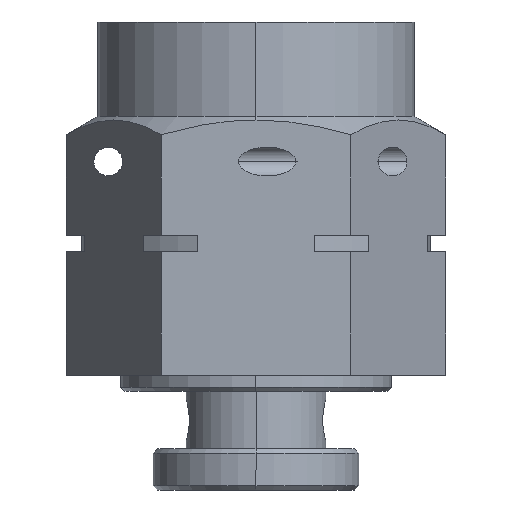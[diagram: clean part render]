
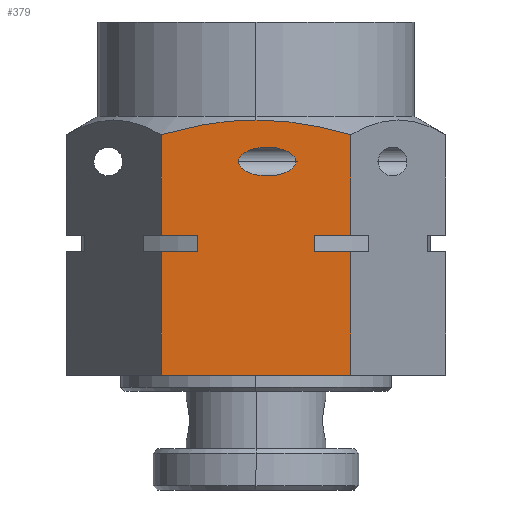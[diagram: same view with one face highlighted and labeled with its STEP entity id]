
A CAD part, left-side view. The second image highlights one B-rep face of the part: STEP entity #379.
In plain terms, the highlighted planar face has unit normal (-1, 0, 0).
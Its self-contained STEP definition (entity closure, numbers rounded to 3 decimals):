
#50 = CARTESIAN_POINT ( 'NONE',  ( -4., -0.972, 8. ) ) ;
#98 = CARTESIAN_POINT ( 'NONE',  ( -4., 0.428, 8. ) ) ;
#135 = CARTESIAN_POINT ( 'NONE',  ( -4., 2.309, 2.8 ) ) ;
#177 = ORIENTED_EDGE ( 'NONE', *, *, #774, .T. ) ;
#195 = DIRECTION ( 'NONE',  ( 0., -1., 0. ) ) ;
#212 = CARTESIAN_POINT ( 'NONE',  ( -4., -0.972, 7.3 ) ) ;
#234 = CARTESIAN_POINT ( 'NONE',  ( -4., -1.549, 8.856 ) ) ;
#265 = VECTOR ( 'NONE', #983, 1000. ) ;
#304 =( BOUNDED_CURVE ( )  B_SPLINE_CURVE ( 3, ( #2229, #212, #1340, #2908 ),
 .UNSPECIFIED., .F., .T. ) 
 B_SPLINE_CURVE_WITH_KNOTS ( ( 4, 4 ),
 ( 3.142, 6.283 ),
 .UNSPECIFIED. ) 
 CURVE ( )  GEOMETRIC_REPRESENTATION_ITEM ( )  RATIONAL_B_SPLINE_CURVE ( ( 1., 0.333, 0.333, 1. ) ) 
 REPRESENTATION_ITEM ( '' )  );
#323 = EDGE_CURVE ( 'NONE', #1850, #1111, #1805, .T. ) ;
#332 = VECTOR ( 'NONE', #1614, 1000. ) ;
#337 = CARTESIAN_POINT ( 'NONE',  ( -4., 2.309, 8.656 ) ) ;
#356 = VECTOR ( 'NONE', #2559, 1000. ) ;
#379 = ADVANCED_FACE ( 'NONE', ( #2953, #2342 ), #2957, .F. ) ;
#464 = VERTEX_POINT ( 'NONE', #491 ) ;
#491 = CARTESIAN_POINT ( 'NONE',  ( -4., 1.436, 6.2 ) ) ;
#506 = LINE ( 'NONE', #1270, #2292 ) ;
#518 = AXIS2_PLACEMENT_3D ( 'NONE', #2468, #2948, #2480 ) ;
#536 = EDGE_CURVE ( 'NONE', #1976, #1278, #2761, .T. ) ;
#542 = CARTESIAN_POINT ( 'NONE',  ( -4., 0.787, 8.979 ) ) ;
#559 = VERTEX_POINT ( 'NONE', #2597 ) ;
#582 = CARTESIAN_POINT ( 'NONE',  ( -4., -2.309, 8.656 ) ) ;
#591 = EDGE_CURVE ( 'NONE', #1976, #1602, #1254, .T. ) ;
#645 = CARTESIAN_POINT ( 'NONE',  ( -4., -1.934, 8.765 ) ) ;
#722 = LINE ( 'NONE', #2234, #1460 ) ;
#743 = EDGE_LOOP ( 'NONE', ( #2197, #918 ) ) ;
#759 = EDGE_LOOP ( 'NONE', ( #786, #2347, #894, #1315, #909, #937, #177, #2883, #2749, #1649, #1318, #2554, #2731 ) ) ;
#774 = EDGE_CURVE ( 'NONE', #1723, #464, #1942, .T. ) ;
#786 = ORIENTED_EDGE ( 'NONE', *, *, #1409, .T. ) ;
#797 = DIRECTION ( 'NONE',  ( 0., -1., 0. ) ) ;
#853 = LINE ( 'NONE', #2779, #356 ) ;
#875 = CARTESIAN_POINT ( 'NONE',  ( -4., -2.309, 6.2 ) ) ;
#876 = DIRECTION ( 'NONE',  ( 0., 0., -1. ) ) ;
#894 = ORIENTED_EDGE ( 'NONE', *, *, #2867, .F. ) ;
#909 = ORIENTED_EDGE ( 'NONE', *, *, #2714, .F. ) ;
#918 = ORIENTED_EDGE ( 'NONE', *, *, #2787, .T. ) ;
#937 = ORIENTED_EDGE ( 'NONE', *, *, #2373, .T. ) ;
#939 = CARTESIAN_POINT ( 'NONE',  ( -4., 2.309, 5.8 ) ) ;
#942 = LINE ( 'NONE', #2508, #332 ) ;
#953 = CARTESIAN_POINT ( 'NONE',  ( -4., 1.936, 8.764 ) ) ;
#969 =( BOUNDED_CURVE ( )  B_SPLINE_CURVE ( 3, ( #98, #1919, #2764, #2828 ),
 .UNSPECIFIED., .F., .F. ) 
 B_SPLINE_CURVE_WITH_KNOTS ( ( 4, 4 ),
 ( 0., 3.142 ),
 .UNSPECIFIED. ) 
 CURVE ( )  GEOMETRIC_REPRESENTATION_ITEM ( )  RATIONAL_B_SPLINE_CURVE ( ( 1., 0.333, 0.333, 1. ) ) 
 REPRESENTATION_ITEM ( '' )  );
#983 = DIRECTION ( 'NONE',  ( 0., 0., -1. ) ) ;
#1011 = EDGE_CURVE ( 'NONE', #1266, #1602, #1622, .T. ) ;
#1053 = EDGE_CURVE ( 'NONE', #2431, #1271, #506, .T. ) ;
#1096 = CARTESIAN_POINT ( 'NONE',  ( -4., -0.778, 8.98 ) ) ;
#1111 = VERTEX_POINT ( 'NONE', #582 ) ;
#1131 = CARTESIAN_POINT ( 'NONE',  ( -4., -2.309, 8.656 ) ) ;
#1157 = CARTESIAN_POINT ( 'NONE',  ( -4., 0., 9.013 ) ) ;
#1230 = CARTESIAN_POINT ( 'NONE',  ( -4., 2.309, 11.4 ) ) ;
#1238 = CARTESIAN_POINT ( 'NONE',  ( -4., -1.436, 6.2 ) ) ;
#1254 = LINE ( 'NONE', #1676, #265 ) ;
#1257 = CARTESIAN_POINT ( 'NONE',  ( -4., -2.309, 5.8 ) ) ;
#1266 = VERTEX_POINT ( 'NONE', #1996 ) ;
#1270 = CARTESIAN_POINT ( 'NONE',  ( -4., 2.309, 6.2 ) ) ;
#1271 = VERTEX_POINT ( 'NONE', #875 ) ;
#1278 = VERTEX_POINT ( 'NONE', #1784 ) ;
#1283 = DIRECTION ( 'NONE',  ( 0., -1., 0. ) ) ;
#1286 = VECTOR ( 'NONE', #2767, 1000. ) ;
#1315 = ORIENTED_EDGE ( 'NONE', *, *, #323, .F. ) ;
#1318 = ORIENTED_EDGE ( 'NONE', *, *, #1011, .T. ) ;
#1340 = CARTESIAN_POINT ( 'NONE',  ( -4., 0.428, 7.3 ) ) ;
#1352 = CARTESIAN_POINT ( 'NONE',  ( -4., -0.391, 9.013 ) ) ;
#1409 = EDGE_CURVE ( 'NONE', #1278, #2431, #1767, .T. ) ;
#1455 = CARTESIAN_POINT ( 'NONE',  ( -4., 2.309, 5.8 ) ) ;
#1460 = VECTOR ( 'NONE', #876, 1000. ) ;
#1490 = CARTESIAN_POINT ( 'NONE',  ( -4., 2.309, 6.2 ) ) ;
#1573 = VECTOR ( 'NONE', #1714, 1000. ) ;
#1591 = CARTESIAN_POINT ( 'NONE',  ( -4., 0., 9.013 ) ) ;
#1602 = VERTEX_POINT ( 'NONE', #2755 ) ;
#1614 = DIRECTION ( 'NONE',  ( 0., 0., -1. ) ) ;
#1622 = LINE ( 'NONE', #135, #2053 ) ;
#1646 = CARTESIAN_POINT ( 'NONE',  ( -4., 0., 9.013 ) ) ;
#1649 = ORIENTED_EDGE ( 'NONE', *, *, #2103, .T. ) ;
#1676 = CARTESIAN_POINT ( 'NONE',  ( -4., -2.309, 11.4 ) ) ;
#1680 = CARTESIAN_POINT ( 'NONE',  ( -4., -1.436, 2.8 ) ) ;
#1710 = CARTESIAN_POINT ( 'NONE',  ( -4., 1.558, 8.854 ) ) ;
#1714 = DIRECTION ( 'NONE',  ( 0., 0., -1. ) ) ;
#1723 = VERTEX_POINT ( 'NONE', #1490 ) ;
#1767 = LINE ( 'NONE', #1680, #1286 ) ;
#1776 = CARTESIAN_POINT ( 'NONE',  ( -4., 2.309, 6.2 ) ) ;
#1784 = CARTESIAN_POINT ( 'NONE',  ( -4., -1.436, 5.8 ) ) ;
#1796 = CARTESIAN_POINT ( 'NONE',  ( -4., 2.309, 8.656 ) ) ;
#1805 = B_SPLINE_CURVE_WITH_KNOTS ( 'NONE', 3,
 ( #1591, #1352, #1096, #234, #645, #1131 ),
 .UNSPECIFIED., .F., .F.,
 ( 4, 2, 4 ),
 ( 0.014, 0.015, 0.017 ),
 .UNSPECIFIED. ) ;
#1811 = CARTESIAN_POINT ( 'NONE',  ( -4., -2.309, 11.4 ) ) ;
#1813 = LINE ( 'NONE', #1811, #2826 ) ;
#1850 = VERTEX_POINT ( 'NONE', #1157 ) ;
#1900 = VERTEX_POINT ( 'NONE', #939 ) ;
#1919 = CARTESIAN_POINT ( 'NONE',  ( -4., 0.428, 8.7 ) ) ;
#1923 = CARTESIAN_POINT ( 'NONE',  ( -4., 1.436, 5.8 ) ) ;
#1942 = LINE ( 'NONE', #1776, #2320 ) ;
#1976 = VERTEX_POINT ( 'NONE', #1257 ) ;
#1996 = CARTESIAN_POINT ( 'NONE',  ( -4., 2.309, 2.8 ) ) ;
#2053 = VECTOR ( 'NONE', #1283, 1000. ) ;
#2103 = EDGE_CURVE ( 'NONE', #1900, #1266, #722, .T. ) ;
#2143 = DIRECTION ( 'NONE',  ( 0., 1., 0. ) ) ;
#2197 = ORIENTED_EDGE ( 'NONE', *, *, #2560, .T. ) ;
#2229 = CARTESIAN_POINT ( 'NONE',  ( -4., -0.972, 8. ) ) ;
#2234 = CARTESIAN_POINT ( 'NONE',  ( -4., 2.309, 11.4 ) ) ;
#2240 = EDGE_CURVE ( 'NONE', #2340, #1900, #853, .T. ) ;
#2267 = VERTEX_POINT ( 'NONE', #50 ) ;
#2292 = VECTOR ( 'NONE', #797, 1000. ) ;
#2315 = LINE ( 'NONE', #1230, #1573 ) ;
#2320 = VECTOR ( 'NONE', #195, 1000. ) ;
#2340 = VERTEX_POINT ( 'NONE', #1923 ) ;
#2342 = FACE_OUTER_BOUND ( 'NONE', #759, .T. ) ;
#2347 = ORIENTED_EDGE ( 'NONE', *, *, #1053, .T. ) ;
#2369 = CARTESIAN_POINT ( 'NONE',  ( -4., 0.391, 9.013 ) ) ;
#2373 = EDGE_CURVE ( 'NONE', #2859, #1723, #2315, .T. ) ;
#2431 = VERTEX_POINT ( 'NONE', #1238 ) ;
#2468 = CARTESIAN_POINT ( 'NONE',  ( -4., 2.309, 11.4 ) ) ;
#2480 = DIRECTION ( 'NONE',  ( 0., 1., 0. ) ) ;
#2508 = CARTESIAN_POINT ( 'NONE',  ( -4., 1.436, 2.8 ) ) ;
#2510 = VECTOR ( 'NONE', #2143, 1000. ) ;
#2554 = ORIENTED_EDGE ( 'NONE', *, *, #591, .F. ) ;
#2559 = DIRECTION ( 'NONE',  ( 0., 1., 0. ) ) ;
#2560 = EDGE_CURVE ( 'NONE', #2267, #559, #304, .T. ) ;
#2597 = CARTESIAN_POINT ( 'NONE',  ( -4., 0.428, 8. ) ) ;
#2669 = EDGE_CURVE ( 'NONE', #464, #2340, #942, .T. ) ;
#2692 = DIRECTION ( 'NONE',  ( 0., 0., -1. ) ) ;
#2714 = EDGE_CURVE ( 'NONE', #2859, #1850, #2840, .T. ) ;
#2731 = ORIENTED_EDGE ( 'NONE', *, *, #536, .T. ) ;
#2749 = ORIENTED_EDGE ( 'NONE', *, *, #2240, .T. ) ;
#2755 = CARTESIAN_POINT ( 'NONE',  ( -4., -2.309, 2.8 ) ) ;
#2761 = LINE ( 'NONE', #1455, #2510 ) ;
#2764 = CARTESIAN_POINT ( 'NONE',  ( -4., -0.972, 8.7 ) ) ;
#2767 = DIRECTION ( 'NONE',  ( 0., 0., 1. ) ) ;
#2779 = CARTESIAN_POINT ( 'NONE',  ( -4., 2.309, 5.8 ) ) ;
#2787 = EDGE_CURVE ( 'NONE', #559, #2267, #969, .T. ) ;
#2826 = VECTOR ( 'NONE', #2692, 1000. ) ;
#2828 = CARTESIAN_POINT ( 'NONE',  ( -4., -0.972, 8. ) ) ;
#2840 = B_SPLINE_CURVE_WITH_KNOTS ( 'NONE', 3,
 ( #337, #953, #1710, #542, #2369, #1646 ),
 .UNSPECIFIED., .F., .F.,
 ( 4, 2, 4 ),
 ( 0.012, 0.013, 0.014 ),
 .UNSPECIFIED. ) ;
#2859 = VERTEX_POINT ( 'NONE', #1796 ) ;
#2867 = EDGE_CURVE ( 'NONE', #1111, #1271, #1813, .T. ) ;
#2883 = ORIENTED_EDGE ( 'NONE', *, *, #2669, .T. ) ;
#2908 = CARTESIAN_POINT ( 'NONE',  ( -4., 0.428, 8. ) ) ;
#2948 = DIRECTION ( 'NONE',  ( 1., 0., 0. ) ) ;
#2953 = FACE_BOUND ( 'NONE', #743, .T. ) ;
#2957 = PLANE ( 'NONE',  #518 ) ;
